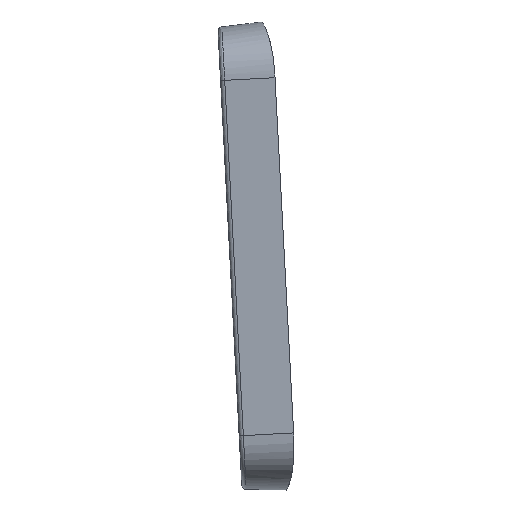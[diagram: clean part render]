
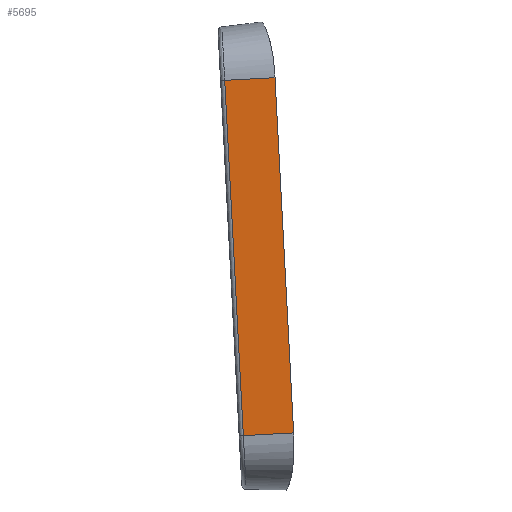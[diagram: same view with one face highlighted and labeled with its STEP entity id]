
A CAD part, top view. The second image highlights one B-rep face of the part: STEP entity #5695.
In plain terms, the highlighted planar face has unit normal (-0.07, -0.004, 0.998).
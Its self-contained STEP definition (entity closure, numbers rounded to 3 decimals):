
#201 = CARTESIAN_POINT ( 'NONE',  ( 151.77, 66.771, 9. ) ) ;
#241 = VERTEX_POINT ( 'NONE', #10457 ) ;
#243 = ORIENTED_EDGE ( 'NONE', *, *, #2184, .F. ) ;
#1059 = DIRECTION ( 'NONE',  ( 0.052, -0.999, 0. ) ) ;
#1616 = DIRECTION ( 'NONE',  ( 0.052, -0.999, 0. ) ) ;
#1640 = FACE_OUTER_BOUND ( 'NONE', #4506, .T. ) ;
#1839 = DIRECTION ( 'NONE',  ( -0.996, -0.052, -0.07 ) ) ;
#2184 = EDGE_CURVE ( 'NONE', #241, #6399, #9584, .T. ) ;
#3050 = VERTEX_POINT ( 'NONE', #18041 ) ;
#4367 = DIRECTION ( 'NONE',  ( 0.998, 0., 0.07 ) ) ;
#4372 = LINE ( 'NONE', #11896, #6485 ) ;
#4427 = PLANE ( 'NONE',  #12817 ) ;
#4506 = EDGE_LOOP ( 'NONE', ( #11496, #12496, #7205, #243 ) ) ;
#5090 = LINE ( 'NONE', #201, #14667 ) ;
#5695 = ADVANCED_FACE ( 'NONE', ( #1640 ), #4427, .T. ) ;
#6350 = CARTESIAN_POINT ( 'NONE',  ( 149.676, 106.716, 9. ) ) ;
#6399 = VERTEX_POINT ( 'NONE', #9447 ) ;
#6485 = VECTOR ( 'NONE', #1616, 1000. ) ;
#6805 = EDGE_CURVE ( 'NONE', #241, #12288, #8643, .T. ) ;
#7205 = ORIENTED_EDGE ( 'NONE', *, *, #9160, .F. ) ;
#8433 = EDGE_CURVE ( 'NONE', #12288, #3050, #4372, .T. ) ;
#8636 = CARTESIAN_POINT ( 'NONE',  ( 149.676, 106.716, 9. ) ) ;
#8643 = LINE ( 'NONE', #6350, #14029 ) ;
#9160 = EDGE_CURVE ( 'NONE', #6399, #3050, #5090, .T. ) ;
#9447 = CARTESIAN_POINT ( 'NONE',  ( 157.888, 67.091, 9.428 ) ) ;
#9584 = LINE ( 'NONE', #11523, #15012 ) ;
#10457 = CARTESIAN_POINT ( 'NONE',  ( 155.795, 107.036, 9.428 ) ) ;
#10709 = DIRECTION ( 'NONE',  ( -0.996, -0.052, -0.07 ) ) ;
#11496 = ORIENTED_EDGE ( 'NONE', *, *, #6805, .T. ) ;
#11523 = CARTESIAN_POINT ( 'NONE',  ( 158.281, 59.601, 9.428 ) ) ;
#11896 = CARTESIAN_POINT ( 'NONE',  ( 150.141, 106.74, 9.033 ) ) ;
#12118 = CARTESIAN_POINT ( 'NONE',  ( 150.141, 106.74, 9.033 ) ) ;
#12288 = VERTEX_POINT ( 'NONE', #12118 ) ;
#12496 = ORIENTED_EDGE ( 'NONE', *, *, #8433, .T. ) ;
#12817 = AXIS2_PLACEMENT_3D ( 'NONE', #8636, #17716, #4367 ) ;
#14029 = VECTOR ( 'NONE', #1839, 1000. ) ;
#14667 = VECTOR ( 'NONE', #10709, 1000. ) ;
#15012 = VECTOR ( 'NONE', #1059, 1000. ) ;
#17716 = DIRECTION ( 'NONE',  ( -0.07, -0.004, 0.998 ) ) ;
#18041 = CARTESIAN_POINT ( 'NONE',  ( 152.234, 66.795, 9.033 ) ) ;
